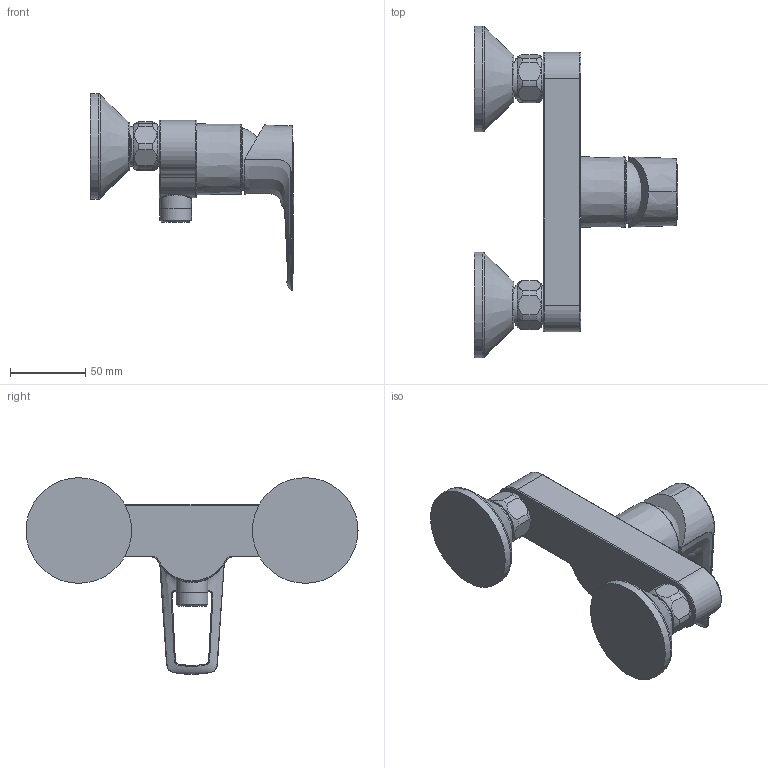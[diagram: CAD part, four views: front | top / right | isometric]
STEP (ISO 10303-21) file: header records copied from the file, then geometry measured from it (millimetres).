
FILE_DESCRIPTION(/* description */ ('Unknown'),/* implementation_level */ '2;1');
FILE_NAME(/* name */ '23633001',/* time_stamp */ '2022-09-08T04:19:56+02:00',/* author */ ('Unknown'),/* organization */ ('GROHE AG'),/* preprocessor_version */ 'ST-DEVELOPER v16.7',/* originating_system */ 'DEX',/* authorisation */ $);
FILE_SCHEMA (('AUTOMOTIVE_DESIGN {1 0 10303 214 3 1 1}'));
Length unit declared in the file: millimetre
Products named in the file (4): 23633001; id69; A4295195 OHM Shower Mixer Exposed BRASS 20180814
Assembly tree (3 placements, depth 2):
  23633001
    23633001
    id69
    A4295195 OHM Shower Mixer Exposed BRASS 20180814
Bounding box: 134.6 x 219.99 x 130.33 mm (x, y, z)
Volume: 184275.8 mm3; surface area: 67547.9 mm2
Topology: 3 solids, 12 shells, 123 faces, 317 edges, 202 vertices
Faces by surface type: plane 37, cylinder 31, bspline 29, torus 21, cone 4, sphere 1
Full cylindrical faces by diameter (mm): 20.955 x1, 21 x1, 25.9 x2, 26.44 x2, 70 x2
Entity records: 8670 total; most frequent: CARTESIAN_POINT 5818, ORIENTED_EDGE 517, DIRECTION 512, EDGE_CURVE 278, AXIS2_PLACEMENT_3D 218, VERTEX_POINT 188, EDGE_LOOP 151, FACE_BOUND 151
